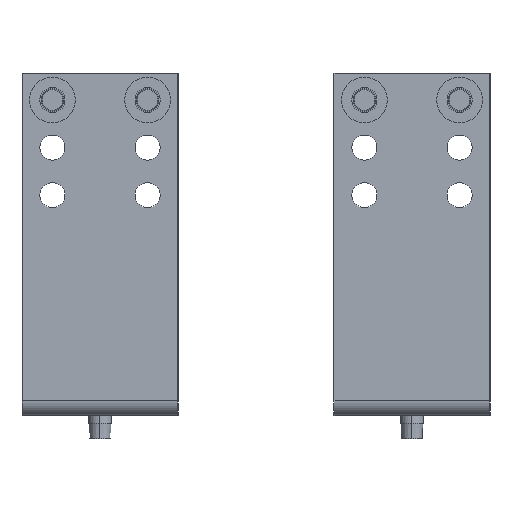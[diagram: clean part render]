
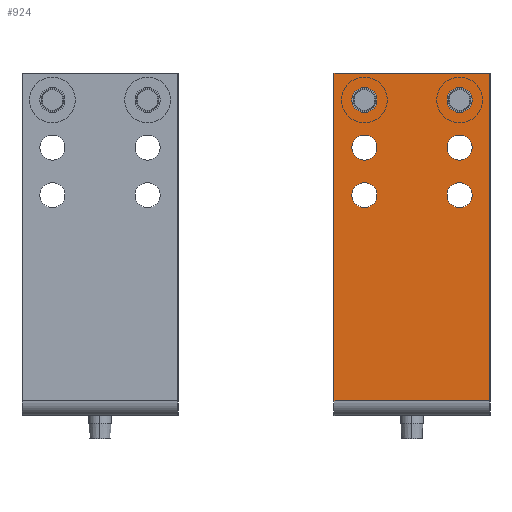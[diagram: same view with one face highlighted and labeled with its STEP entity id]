
A CAD part, left-side view. The second image highlights one B-rep face of the part: STEP entity #924.
In plain terms, the highlighted planar face has unit normal (-1, 0, 0).
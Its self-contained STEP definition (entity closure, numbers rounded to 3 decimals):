
#924=ADVANCED_FACE('',(#1754,#1755,#1756,#1757,#1758,#1759,#1760),#1761,.T.);
#1754=FACE_BOUND('',#2742,.T.);
#1755=FACE_BOUND('',#2743,.T.);
#1756=FACE_BOUND('',#2744,.T.);
#1757=FACE_BOUND('',#2745,.T.);
#1758=FACE_BOUND('',#2746,.T.);
#1759=FACE_BOUND('',#2747,.T.);
#1760=FACE_OUTER_BOUND('',#2748,.T.);
#1761=PLANE('',#2749);
#2742=EDGE_LOOP('',(#4168,#4169));
#2743=EDGE_LOOP('',(#4170,#4171));
#2744=EDGE_LOOP('',(#4172,#4173));
#2745=EDGE_LOOP('',(#4174,#4175));
#2746=EDGE_LOOP('',(#4176,#4177));
#2747=EDGE_LOOP('',(#4178,#4179));
#2748=EDGE_LOOP('',(#4180,#4181,#4182,#4183));
#2749=AXIS2_PLACEMENT_3D('',#4184,#4185,#4186);
#4168=ORIENTED_EDGE('',*,*,#6303,.T.);
#4169=ORIENTED_EDGE('',*,*,#6305,.T.);
#4170=ORIENTED_EDGE('',*,*,#6298,.T.);
#4171=ORIENTED_EDGE('',*,*,#6308,.T.);
#4172=ORIENTED_EDGE('',*,*,#6293,.T.);
#4173=ORIENTED_EDGE('',*,*,#6311,.T.);
#4174=ORIENTED_EDGE('',*,*,#6288,.T.);
#4175=ORIENTED_EDGE('',*,*,#6314,.T.);
#4176=ORIENTED_EDGE('',*,*,#6283,.T.);
#4177=ORIENTED_EDGE('',*,*,#6317,.T.);
#4178=ORIENTED_EDGE('',*,*,#6278,.T.);
#4179=ORIENTED_EDGE('',*,*,#6320,.T.);
#4180=ORIENTED_EDGE('',*,*,#6340,.T.);
#4181=ORIENTED_EDGE('',*,*,#6352,.F.);
#4182=ORIENTED_EDGE('',*,*,#6353,.T.);
#4183=ORIENTED_EDGE('',*,*,#6348,.T.);
#4184=CARTESIAN_POINT('',(8.0,41.0,53.0));
#4185=DIRECTION('',(-1.0,0.0,0.0));
#4186=DIRECTION('',(0.0,0.0,-1.0));
#6278=EDGE_CURVE('',#7382,#7386,#7388,.T.);
#6283=EDGE_CURVE('',#7391,#7395,#7397,.T.);
#6288=EDGE_CURVE('',#7400,#7404,#7406,.T.);
#6293=EDGE_CURVE('',#7409,#7413,#7415,.T.);
#6298=EDGE_CURVE('',#7418,#7422,#7424,.T.);
#6303=EDGE_CURVE('',#7427,#7431,#7433,.T.);
#6305=EDGE_CURVE('',#7431,#7427,#7435,.T.);
#6308=EDGE_CURVE('',#7422,#7418,#7438,.T.);
#6311=EDGE_CURVE('',#7413,#7409,#7441,.T.);
#6314=EDGE_CURVE('',#7404,#7400,#7444,.T.);
#6317=EDGE_CURVE('',#7395,#7391,#7447,.T.);
#6320=EDGE_CURVE('',#7386,#7382,#7450,.T.);
#6340=EDGE_CURVE('',#7482,#7480,#7483,.T.);
#6348=EDGE_CURVE('',#7493,#7482,#7494,.T.);
#6352=EDGE_CURVE('',#7499,#7480,#7500,.T.);
#6353=EDGE_CURVE('',#7499,#7493,#7501,.T.);
#7382=VERTEX_POINT('',#8926);
#7386=VERTEX_POINT('',#8931);
#7388=CIRCLE('',#8934,3.3);
#7391=VERTEX_POINT('',#8937);
#7395=VERTEX_POINT('',#8942);
#7397=CIRCLE('',#8945,3.3);
#7400=VERTEX_POINT('',#8948);
#7404=VERTEX_POINT('',#8953);
#7406=CIRCLE('',#8956,3.3);
#7409=VERTEX_POINT('',#8959);
#7413=VERTEX_POINT('',#8964);
#7415=CIRCLE('',#8967,3.3);
#7418=VERTEX_POINT('',#8970);
#7422=VERTEX_POINT('',#8975);
#7424=CIRCLE('',#8978,3.3);
#7427=VERTEX_POINT('',#8981);
#7431=VERTEX_POINT('',#8986);
#7433=CIRCLE('',#8989,3.3);
#7435=CIRCLE('',#8991,3.3);
#7438=CIRCLE('',#8994,3.3);
#7441=CIRCLE('',#8997,3.3);
#7444=CIRCLE('',#9000,3.3);
#7447=CIRCLE('',#9003,3.3);
#7450=CIRCLE('',#9006,3.3);
#7480=VERTEX_POINT('',#9042);
#7482=VERTEX_POINT('',#9045);
#7483=LINE('',#9046,#9047);
#7493=VERTEX_POINT('',#9061);
#7494=LINE('',#9062,#9063);
#7499=VERTEX_POINT('',#9069);
#7500=LINE('',#9070,#9071);
#7501=LINE('',#9072,#9073);
#8926=CARTESIAN_POINT('',(8.0,33.0,92.3));
#8931=CARTESIAN_POINT('',(8.0,33.0,85.7));
#8934=AXIS2_PLACEMENT_3D('',#10621,#10622,#10623);
#8937=CARTESIAN_POINT('',(8.0,33.0,79.8));
#8942=CARTESIAN_POINT('',(8.0,33.0,73.2));
#8945=AXIS2_PLACEMENT_3D('',#10629,#10630,#10631);
#8948=CARTESIAN_POINT('',(8.0,33.0,67.3));
#8953=CARTESIAN_POINT('',(8.0,33.0,60.7));
#8956=AXIS2_PLACEMENT_3D('',#10637,#10638,#10639);
#8959=CARTESIAN_POINT('',(8.0,8.0,92.3));
#8964=CARTESIAN_POINT('',(8.0,8.0,85.7));
#8967=AXIS2_PLACEMENT_3D('',#10645,#10646,#10647);
#8970=CARTESIAN_POINT('',(8.0,8.0,79.8));
#8975=CARTESIAN_POINT('',(8.0,8.0,73.2));
#8978=AXIS2_PLACEMENT_3D('',#10653,#10654,#10655);
#8981=CARTESIAN_POINT('',(8.0,8.0,67.3));
#8986=CARTESIAN_POINT('',(8.0,8.0,60.7));
#8989=AXIS2_PLACEMENT_3D('',#10661,#10662,#10663);
#8991=AXIS2_PLACEMENT_3D('',#10664,#10665,#10666);
#8994=AXIS2_PLACEMENT_3D('',#10670,#10671,#10672);
#8997=AXIS2_PLACEMENT_3D('',#10676,#10677,#10678);
#9000=AXIS2_PLACEMENT_3D('',#10682,#10683,#10684);
#9003=AXIS2_PLACEMENT_3D('',#10688,#10689,#10690);
#9006=AXIS2_PLACEMENT_3D('',#10694,#10695,#10696);
#9042=CARTESIAN_POINT('',(8.0,0.0,96.0));
#9045=CARTESIAN_POINT('',(8.0,0.0,10.0));
#9046=CARTESIAN_POINT('',(8.0,0.0,96.0));
#9047=VECTOR('',#10728,1.0);
#9061=CARTESIAN_POINT('',(8.0,41.0,10.0));
#9062=CARTESIAN_POINT('',(8.0,41.0,10.0));
#9063=VECTOR('',#10736,1.0);
#9069=CARTESIAN_POINT('',(8.0,41.0,96.0));
#9070=CARTESIAN_POINT('',(8.0,41.0,96.0));
#9071=VECTOR('',#10741,1.0);
#9072=CARTESIAN_POINT('',(8.0,41.0,96.0));
#9073=VECTOR('',#10742,1.0);
#10621=CARTESIAN_POINT('',(8.0,33.0,89.0));
#10622=DIRECTION('',(1.0,0.0,-0.0));
#10623=DIRECTION('',(0.0,0.0,1.0));
#10629=CARTESIAN_POINT('',(8.0,33.0,76.5));
#10630=DIRECTION('',(1.0,0.0,-0.0));
#10631=DIRECTION('',(0.0,0.0,1.0));
#10637=CARTESIAN_POINT('',(8.0,33.0,64.0));
#10638=DIRECTION('',(1.0,0.0,-0.0));
#10639=DIRECTION('',(0.0,0.0,1.0));
#10645=CARTESIAN_POINT('',(8.0,8.0,89.0));
#10646=DIRECTION('',(1.0,0.0,-0.0));
#10647=DIRECTION('',(0.0,0.0,1.0));
#10653=CARTESIAN_POINT('',(8.0,8.0,76.5));
#10654=DIRECTION('',(1.0,0.0,-0.0));
#10655=DIRECTION('',(0.0,0.0,1.0));
#10661=CARTESIAN_POINT('',(8.0,8.0,64.0));
#10662=DIRECTION('',(1.0,0.0,-0.0));
#10663=DIRECTION('',(0.0,0.0,1.0));
#10664=CARTESIAN_POINT('',(8.0,8.0,64.0));
#10665=DIRECTION('',(1.0,0.0,-0.0));
#10666=DIRECTION('',(0.0,0.0,1.0));
#10670=CARTESIAN_POINT('',(8.0,8.0,76.5));
#10671=DIRECTION('',(1.0,0.0,-0.0));
#10672=DIRECTION('',(0.0,0.0,1.0));
#10676=CARTESIAN_POINT('',(8.0,8.0,89.0));
#10677=DIRECTION('',(1.0,0.0,-0.0));
#10678=DIRECTION('',(0.0,0.0,1.0));
#10682=CARTESIAN_POINT('',(8.0,33.0,64.0));
#10683=DIRECTION('',(1.0,0.0,-0.0));
#10684=DIRECTION('',(0.0,0.0,1.0));
#10688=CARTESIAN_POINT('',(8.0,33.0,76.5));
#10689=DIRECTION('',(1.0,0.0,-0.0));
#10690=DIRECTION('',(0.0,0.0,1.0));
#10694=CARTESIAN_POINT('',(8.0,33.0,89.0));
#10695=DIRECTION('',(1.0,0.0,-0.0));
#10696=DIRECTION('',(0.0,0.0,1.0));
#10728=DIRECTION('',(0.0,0.0,1.0));
#10736=DIRECTION('',(0.0,-1.0,0.0));
#10741=DIRECTION('',(0.0,-1.0,0.0));
#10742=DIRECTION('',(0.0,0.0,-1.0));
